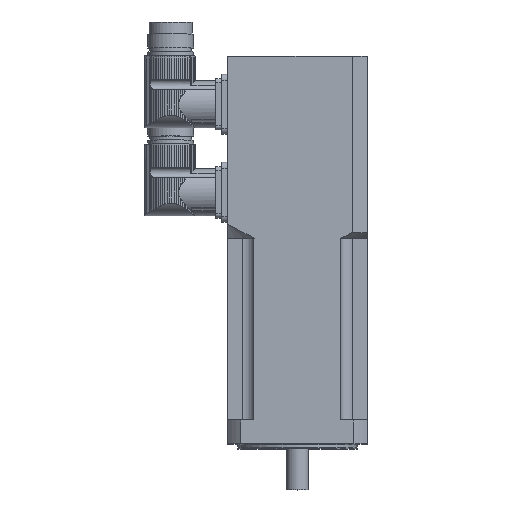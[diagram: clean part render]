
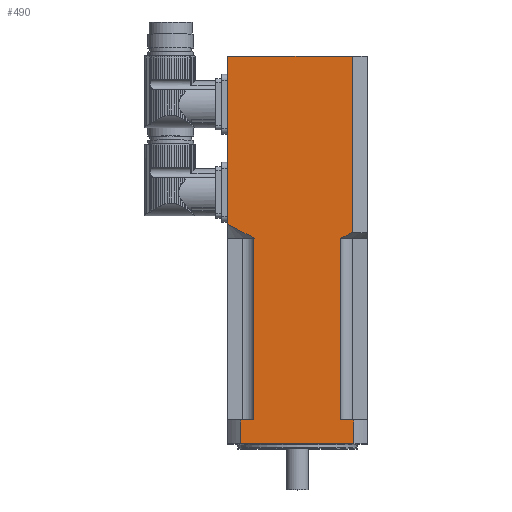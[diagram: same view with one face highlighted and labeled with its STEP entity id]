
A CAD part, top view. The second image highlights one B-rep face of the part: STEP entity #490.
In plain terms, the highlighted planar face has unit normal (0, 0, 1).
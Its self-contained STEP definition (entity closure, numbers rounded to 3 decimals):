
#339=B_SPLINE_CURVE_WITH_KNOTS('',3,(#6799,#6800,#6801,#6802),.UNSPECIFIED.,
.F.,.F.,(4,4),(0.,1.),.UNSPECIFIED.);
#340=B_SPLINE_CURVE_WITH_KNOTS('',3,(#6810,#6811,#6812,#6813),.UNSPECIFIED.,
.F.,.F.,(4,4),(0.,1.),.UNSPECIFIED.);
#490=ADVANCED_FACE('',(#832),#752,.T.);
#752=PLANE('',#4820);
#832=FACE_OUTER_BOUND('',#1082,.T.);
#1082=EDGE_LOOP('',(#1688,#1689,#1690,#1691,#1692,#1693,#1694,#1695,#1696,
#1697,#1698,#1699,#1700,#1701,#1702));
#1688=ORIENTED_EDGE('',*,*,#3557,.T.);
#1689=ORIENTED_EDGE('',*,*,#3558,.T.);
#1690=ORIENTED_EDGE('',*,*,#3559,.T.);
#1691=ORIENTED_EDGE('',*,*,#3498,.F.);
#1692=ORIENTED_EDGE('',*,*,#3560,.F.);
#1693=ORIENTED_EDGE('',*,*,#3561,.T.);
#1694=ORIENTED_EDGE('',*,*,#3562,.F.);
#1695=ORIENTED_EDGE('',*,*,#3563,.F.);
#1696=ORIENTED_EDGE('',*,*,#3564,.F.);
#1697=ORIENTED_EDGE('',*,*,#3565,.F.);
#1698=ORIENTED_EDGE('',*,*,#3566,.F.);
#1699=ORIENTED_EDGE('',*,*,#3567,.F.);
#1700=ORIENTED_EDGE('',*,*,#3568,.T.);
#1701=ORIENTED_EDGE('',*,*,#3569,.T.);
#1702=ORIENTED_EDGE('',*,*,#3570,.F.);
#3025=VERTEX_POINT('',#6660);
#3027=VERTEX_POINT('',#6663);
#3084=VERTEX_POINT('',#6803);
#3085=VERTEX_POINT('',#6804);
#3086=VERTEX_POINT('',#6806);
#3087=VERTEX_POINT('',#6809);
#3088=VERTEX_POINT('',#6814);
#3089=VERTEX_POINT('',#6816);
#3090=VERTEX_POINT('',#6818);
#3091=VERTEX_POINT('',#6820);
#3092=VERTEX_POINT('',#6822);
#3093=VERTEX_POINT('',#6824);
#3094=VERTEX_POINT('',#6826);
#3095=VERTEX_POINT('',#6828);
#3096=VERTEX_POINT('',#6830);
#3498=EDGE_CURVE('',#3025,#3027,#4189,.T.);
#3557=EDGE_CURVE('',#3084,#3085,#339,.T.);
#3558=EDGE_CURVE('',#3085,#3086,#4234,.T.);
#3559=EDGE_CURVE('',#3086,#3027,#4235,.T.);
#3560=EDGE_CURVE('',#3087,#3025,#4236,.T.);
#3561=EDGE_CURVE('',#3087,#3088,#340,.T.);
#3562=EDGE_CURVE('',#3089,#3088,#4237,.T.);
#3563=EDGE_CURVE('',#3090,#3089,#4238,.T.);
#3564=EDGE_CURVE('',#3091,#3090,#4239,.T.);
#3565=EDGE_CURVE('',#3092,#3091,#4240,.T.);
#3566=EDGE_CURVE('',#3093,#3092,#4241,.T.);
#3567=EDGE_CURVE('',#3094,#3093,#4242,.T.);
#3568=EDGE_CURVE('',#3094,#3095,#4243,.T.);
#3569=EDGE_CURVE('',#3095,#3096,#4244,.T.);
#3570=EDGE_CURVE('',#3084,#3096,#4245,.T.);
#4189=LINE('',#6662,#4497);
#4234=LINE('',#6805,#4542);
#4235=LINE('',#6807,#4543);
#4236=LINE('',#6808,#4544);
#4237=LINE('',#6815,#4545);
#4238=LINE('',#6817,#4546);
#4239=LINE('',#6819,#4547);
#4240=LINE('',#6821,#4548);
#4241=LINE('',#6823,#4549);
#4242=LINE('',#6825,#4550);
#4243=LINE('',#6827,#4551);
#4244=LINE('',#6829,#4552);
#4245=LINE('',#6831,#4553);
#4497=VECTOR('',#5337,1.);
#4542=VECTOR('',#5404,1.);
#4543=VECTOR('',#5405,1.);
#4544=VECTOR('',#5406,1.);
#4545=VECTOR('',#5407,1.);
#4546=VECTOR('',#5408,1.);
#4547=VECTOR('',#5409,1.);
#4548=VECTOR('',#5410,1.);
#4549=VECTOR('',#5411,1.);
#4550=VECTOR('',#5412,1.);
#4551=VECTOR('',#5413,1.);
#4552=VECTOR('',#5414,1.);
#4553=VECTOR('',#5415,1.);
#4820=AXIS2_PLACEMENT_3D('',#6832,#5416,#5417);
#5337=DIRECTION('',(0.,1.,0.));
#5404=DIRECTION('',(0.,1.,0.));
#5405=DIRECTION('',(-1.,0.,0.));
#5406=DIRECTION('',(-1.,0.,0.));
#5407=DIRECTION('',(1.,0.,0.));
#5408=DIRECTION('',(0.,1.,0.));
#5409=DIRECTION('',(1.,0.,0.));
#5410=DIRECTION('',(0.,1.,0.));
#5411=DIRECTION('',(-1.,0.,0.));
#5412=DIRECTION('',(0.,-1.,0.));
#5413=DIRECTION('',(-1.,0.,0.));
#5414=DIRECTION('',(0.,1.,0.));
#5415=DIRECTION('',(1.,0.,0.));
#5416=DIRECTION('',(0.,0.,1.));
#5417=DIRECTION('',(1.,0.,0.));
#6660=CARTESIAN_POINT('',(-35.,109.5,35.));
#6662=CARTESIAN_POINT('',(-35.,193.5,35.));
#6663=CARTESIAN_POINT('',(-35.,193.5,35.));
#6799=CARTESIAN_POINT('',(21.641,102.5,35.));
#6800=CARTESIAN_POINT('',(23.627,103.377,35.));
#6801=CARTESIAN_POINT('',(25.577,104.323,35.));
#6802=CARTESIAN_POINT('',(27.5,105.32,35.));
#6803=CARTESIAN_POINT('',(21.641,102.5,35.));
#6804=CARTESIAN_POINT('',(27.5,105.32,35.));
#6805=CARTESIAN_POINT('',(27.5,51.,35.));
#6806=CARTESIAN_POINT('',(27.5,193.5,35.));
#6807=CARTESIAN_POINT('',(35.,193.5,35.));
#6808=CARTESIAN_POINT('',(0.,109.5,35.));
#6809=CARTESIAN_POINT('',(-34.993,109.5,35.));
#6810=CARTESIAN_POINT('',(-34.993,109.5,35.));
#6811=CARTESIAN_POINT('',(-30.665,106.932,35.));
#6812=CARTESIAN_POINT('',(-26.249,104.533,35.));
#6813=CARTESIAN_POINT('',(-21.641,102.5,35.));
#6814=CARTESIAN_POINT('',(-21.641,102.5,35.));
#6815=CARTESIAN_POINT('',(0.,102.5,35.));
#6816=CARTESIAN_POINT('',(-21.75,102.5,35.));
#6817=CARTESIAN_POINT('',(-21.75,11.5,35.));
#6818=CARTESIAN_POINT('',(-21.75,11.5,35.));
#6819=CARTESIAN_POINT('',(-35.,11.5,35.));
#6820=CARTESIAN_POINT('',(-28.284,11.5,35.));
#6821=CARTESIAN_POINT('',(-28.284,-0.5,35.));
#6822=CARTESIAN_POINT('',(-28.284,-0.5,35.));
#6823=CARTESIAN_POINT('',(0.,-0.5,35.));
#6824=CARTESIAN_POINT('',(28.284,-0.5,35.));
#6825=CARTESIAN_POINT('',(28.284,-0.5,35.));
#6826=CARTESIAN_POINT('',(28.284,11.5,35.));
#6827=CARTESIAN_POINT('',(35.,11.5,35.));
#6828=CARTESIAN_POINT('',(21.75,11.5,35.));
#6829=CARTESIAN_POINT('',(21.75,11.5,35.));
#6830=CARTESIAN_POINT('',(21.75,102.5,35.));
#6831=CARTESIAN_POINT('',(0.,102.5,35.));
#6832=CARTESIAN_POINT('',(0.,51.,35.));
